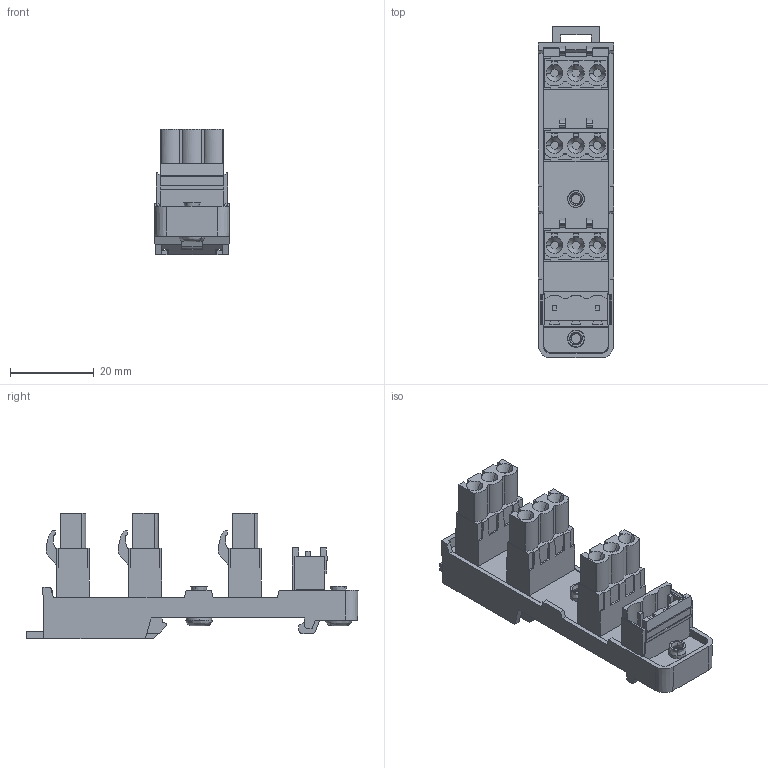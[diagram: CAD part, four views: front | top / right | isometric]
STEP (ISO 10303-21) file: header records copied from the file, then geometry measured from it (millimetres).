
FILE_DESCRIPTION(('CATIA V5R22 STEP214','CAx-IF Rec.Pracs.--- Model Styling and Organization---1.4--- 2014-01-23'),'2;1');
FILE_NAME ('1341350-5_0_8000074943_3D_8000074943.stp','2022-10-06T07:11:22+00:00',('none'),('Weidmueller'),'CATIA Version 5-6 Release 2016 SP3 HF44','CATIA V5 STEP AP214','none');
FILE_SCHEMA(('AUTOMOTIVE_DESIGN { 1 0 10303 214 1 1 1 1 }'));
Length unit declared in the file: millimetre
Products named in the file (1): 3D_8000074943
Bounding box: 17.97 x 79.07 x 30 mm (x, y, z)
Volume: 15647.7 mm3; surface area: 10877 mm2
Topology: 1 solids, 4 shells, 608 faces, 1706 edges, 1132 vertices
Faces by surface type: plane 470, cylinder 92, cone 34, bspline 12
Entity records: 20810 total; most frequent: CARTESIAN_POINT 4796, ORIENTED_EDGE 3412, DIRECTION 2754, EDGE_CURVE 1706, VECTOR 1422, LINE 1422, VERTEX_POINT 1132, AXIS2_PLACEMENT_3D 737
